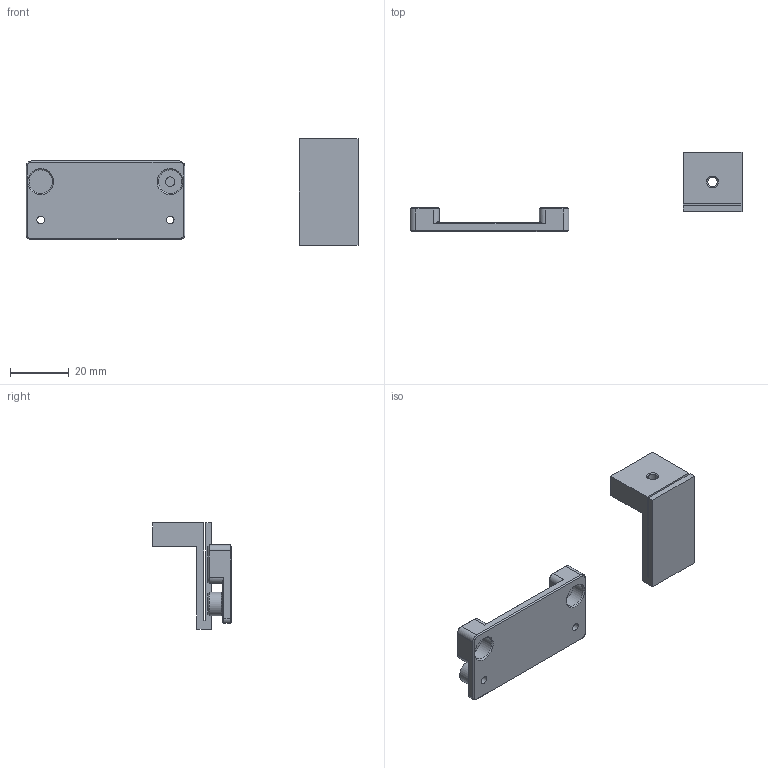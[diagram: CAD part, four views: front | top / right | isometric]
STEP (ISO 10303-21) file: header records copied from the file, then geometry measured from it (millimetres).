
FILE_DESCRIPTION(/* description */ (''),/* implementation_level */ '2;1');
FILE_NAME(/* name */ '软排线集线板.stp',/* time_stamp */ '2025-01-18T23:22:05+08:00',/* author */ (''),/* organization */ (''),/* preprocessor_version */ 'ST-DEVELOPER v15.2',/* originating_system */ 'Autodesk Translator Framework v2.0.0.5431',/* authorisation */ '');
FILE_SCHEMA (('AUTOMOTIVE_DESIGN { 1 0 10303 214 3 1 1 }'));
Length unit declared in the file: centimetre
Products named in the file (1): 支架-集线板
Bounding box: 112.55 x 26.74 x 36 mm (x, y, z)
Volume: 10829.3 mm3; surface area: 8510.7 mm2
Topology: 2 solids, 2 shells, 106 faces, 238 edges, 144 vertices
Faces by surface type: plane 52, cone 33, cylinder 21
Full cylindrical faces by diameter (mm): 2.6 x2, 3.2 x4, 6 x1, 8 x4
Entity records: 2770 total; most frequent: DIRECTION 498, CARTESIAN_POINT 463, ORIENTED_EDGE 418, EDGE_CURVE 209, AXIS2_PLACEMENT_3D 186, EDGE_LOOP 144, VERTEX_POINT 139, LINE 126
